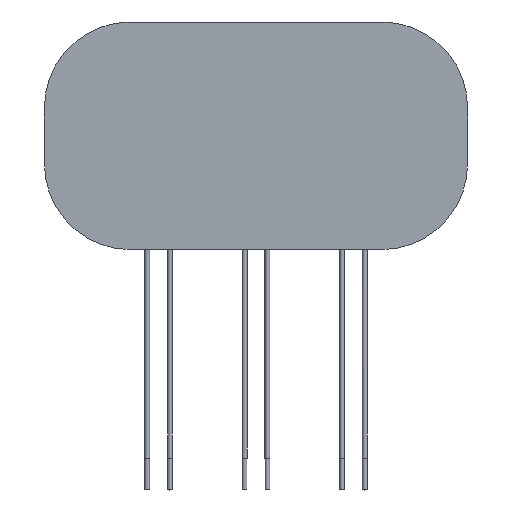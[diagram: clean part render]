
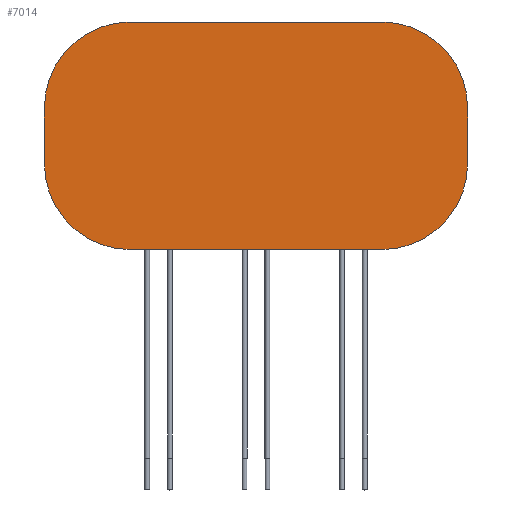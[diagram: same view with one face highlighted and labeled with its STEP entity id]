
A CAD part, top view. The second image highlights one B-rep face of the part: STEP entity #7014.
In plain terms, the highlighted planar face has unit normal (0, 0, 1).
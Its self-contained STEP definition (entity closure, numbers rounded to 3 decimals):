
#266=CIRCLE('',#7365,21.5);
#267=CIRCLE('',#7368,21.5);
#268=CIRCLE('',#7371,21.5);
#269=CIRCLE('',#7374,21.5);
#530=LINE('',#9673,#749);
#533=LINE('',#9681,#752);
#536=LINE('',#9689,#755);
#539=LINE('',#9697,#758);
#749=VECTOR('',#7947,1000.);
#752=VECTOR('',#7956,1000.);
#755=VECTOR('',#7965,1000.);
#758=VECTOR('',#7974,1000.);
#1061=ORIENTED_EDGE('',*,*,#2255,.F.);
#1062=ORIENTED_EDGE('',*,*,#2270,.F.);
#1063=ORIENTED_EDGE('',*,*,#2268,.F.);
#1064=ORIENTED_EDGE('',*,*,#2266,.F.);
#1065=ORIENTED_EDGE('',*,*,#2264,.F.);
#1066=ORIENTED_EDGE('',*,*,#2262,.F.);
#1067=ORIENTED_EDGE('',*,*,#2260,.F.);
#1068=ORIENTED_EDGE('',*,*,#2258,.F.);
#2255=EDGE_CURVE('',#2868,#2869,#266,.T.);
#2258=EDGE_CURVE('',#2869,#2870,#530,.T.);
#2260=EDGE_CURVE('',#2870,#2871,#267,.T.);
#2262=EDGE_CURVE('',#2871,#2872,#533,.T.);
#2264=EDGE_CURVE('',#2872,#2873,#268,.T.);
#2266=EDGE_CURVE('',#2873,#2874,#536,.T.);
#2268=EDGE_CURVE('',#2874,#2875,#269,.T.);
#2270=EDGE_CURVE('',#2875,#2868,#539,.T.);
#2868=VERTEX_POINT('',#9668);
#2869=VERTEX_POINT('',#9669);
#2870=VERTEX_POINT('',#9674);
#2871=VERTEX_POINT('',#9678);
#2872=VERTEX_POINT('',#9682);
#2873=VERTEX_POINT('',#9686);
#2874=VERTEX_POINT('',#9690);
#2875=VERTEX_POINT('',#9694);
#3413=EDGE_LOOP('',(#1061,#1062,#1063,#1064,#1065,#1066,#1067,#1068));
#3971=FACE_BOUND('',#3413,.T.);
#4515=PLANE('',#7376);
#7014=ADVANCED_FACE('',(#3971),#4515,.F.);
#7365=AXIS2_PLACEMENT_3D('',#9667,#7941,#7942);
#7368=AXIS2_PLACEMENT_3D('',#9677,#7951,#7952);
#7371=AXIS2_PLACEMENT_3D('',#9685,#7960,#7961);
#7374=AXIS2_PLACEMENT_3D('',#9693,#7969,#7970);
#7376=AXIS2_PLACEMENT_3D('',#9698,#7975,#7976);
#7941=DIRECTION('',(0.,0.,-1.));
#7942=DIRECTION('',(1.,0.,0.));
#7947=DIRECTION('',(1.,0.,0.));
#7951=DIRECTION('',(0.,0.,-1.));
#7952=DIRECTION('',(-1.,0.,0.));
#7956=DIRECTION('',(0.,-1.,0.));
#7960=DIRECTION('',(0.,0.,-1.));
#7961=DIRECTION('',(1.,0.,0.));
#7965=DIRECTION('',(-1.,0.,0.));
#7969=DIRECTION('',(0.,0.,-1.));
#7970=DIRECTION('',(1.,0.,0.));
#7974=DIRECTION('',(0.,1.,0.));
#7975=DIRECTION('',(0.,0.,-1.));
#7976=DIRECTION('',(-1.,0.,0.));
#9667=CARTESIAN_POINT('',(-31.5,7.,0.));
#9668=CARTESIAN_POINT('',(-53.,7.,0.));
#9669=CARTESIAN_POINT('',(-31.5,28.5,0.));
#9673=CARTESIAN_POINT('',(-31.5,28.5,0.));
#9674=CARTESIAN_POINT('',(31.5,28.5,0.));
#9677=CARTESIAN_POINT('',(31.5,7.,0.));
#9678=CARTESIAN_POINT('',(53.,7.,0.));
#9681=CARTESIAN_POINT('',(53.,7.,0.));
#9682=CARTESIAN_POINT('',(53.,-7.,0.));
#9685=CARTESIAN_POINT('',(31.5,-7.,0.));
#9686=CARTESIAN_POINT('',(31.5,-28.5,0.));
#9689=CARTESIAN_POINT('',(31.5,-28.5,0.));
#9690=CARTESIAN_POINT('',(-31.5,-28.5,0.));
#9693=CARTESIAN_POINT('',(-31.5,-7.,0.));
#9694=CARTESIAN_POINT('',(-53.,-7.,0.));
#9697=CARTESIAN_POINT('',(-53.,-7.,0.));
#9698=CARTESIAN_POINT('',(-31.5,7.,0.));
